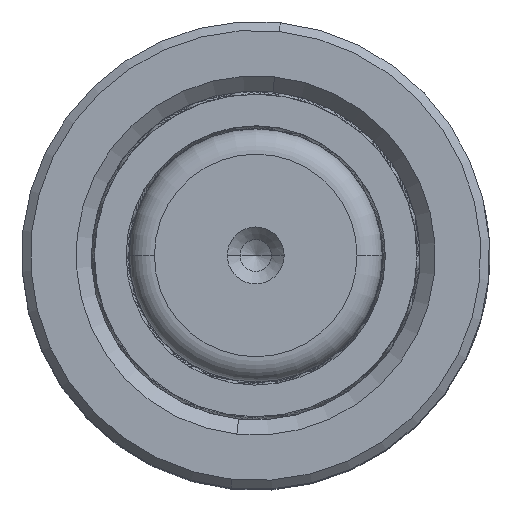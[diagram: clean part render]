
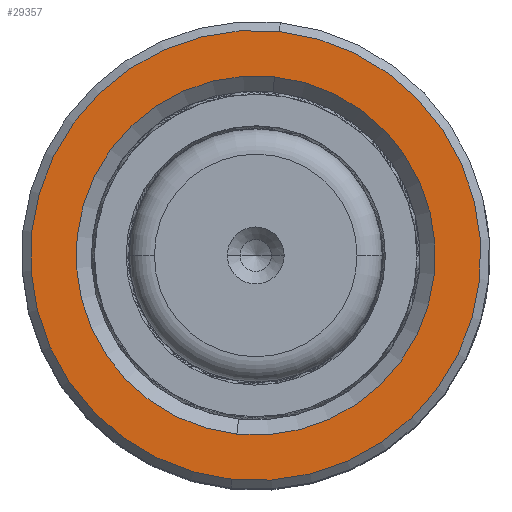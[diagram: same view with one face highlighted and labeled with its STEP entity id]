
A CAD part, top view. The second image highlights one B-rep face of the part: STEP entity #29357.
In plain terms, the highlighted planar face has unit normal (0, 0, 1).
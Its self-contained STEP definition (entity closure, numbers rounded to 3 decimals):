
#1080 = CARTESIAN_POINT ( 'NONE',  ( -17.8, 0., 50. ) ) ;
#1490 = CARTESIAN_POINT ( 'NONE',  ( 17.8, 0., 50. ) ) ;
#2082 = VERTEX_POINT ( 'NONE', #1490 ) ;
#2417 = EDGE_CURVE ( 'NONE', #2082, #20663, #14531, .T. ) ;
#2842 = AXIS2_PLACEMENT_3D ( 'NONE', #17504, #11682, #16993 ) ;
#3011 = EDGE_CURVE ( 'NONE', #20663, #2082, #23620, .T. ) ;
#4296 = FACE_BOUND ( 'NONE', #31980, .T. ) ;
#6096 = FACE_OUTER_BOUND ( 'NONE', #22409, .T. ) ;
#8660 = PLANE ( 'NONE',  #34455 ) ;
#8875 = ORIENTED_EDGE ( 'NONE', *, *, #10960, .T. ) ;
#9829 = DIRECTION ( 'NONE',  ( 1., 0., 0. ) ) ;
#9949 = DIRECTION ( 'NONE',  ( 0., 0., 1. ) ) ;
#10960 = EDGE_CURVE ( 'NONE', #20484, #29722, #13473, .T. ) ;
#11682 = DIRECTION ( 'NONE',  ( 0., 0., -1. ) ) ;
#12752 = CARTESIAN_POINT ( 'NONE',  ( 0., 0., 50. ) ) ;
#13473 = CIRCLE ( 'NONE', #21637, 14.2 ) ;
#14283 = DIRECTION ( 'NONE',  ( 0., 0., 1. ) ) ;
#14531 = CIRCLE ( 'NONE', #27883, 17.8 ) ;
#14559 = ORIENTED_EDGE ( 'NONE', *, *, #2417, .T. ) ;
#15885 = DIRECTION ( 'NONE',  ( 1., 0., 0. ) ) ;
#16806 = DIRECTION ( 'NONE',  ( 0., 0., 1. ) ) ;
#16993 = DIRECTION ( 'NONE',  ( 1., 0., 0. ) ) ;
#17504 = CARTESIAN_POINT ( 'NONE',  ( 0., 0., 50. ) ) ;
#17546 = CARTESIAN_POINT ( 'NONE',  ( 14.2, 0., 50. ) ) ;
#20484 = VERTEX_POINT ( 'NONE', #17546 ) ;
#20663 = VERTEX_POINT ( 'NONE', #1080 ) ;
#21637 = AXIS2_PLACEMENT_3D ( 'NONE', #36566, #33634, #15885 ) ;
#22409 = EDGE_LOOP ( 'NONE', ( #25013, #14559 ) ) ;
#23620 = CIRCLE ( 'NONE', #35147, 17.8 ) ;
#25013 = ORIENTED_EDGE ( 'NONE', *, *, #3011, .T. ) ;
#25345 = ORIENTED_EDGE ( 'NONE', *, *, #27172, .T. ) ;
#26139 = CIRCLE ( 'NONE', #2842, 14.2 ) ;
#27172 = EDGE_CURVE ( 'NONE', #29722, #20484, #26139, .T. ) ;
#27883 = AXIS2_PLACEMENT_3D ( 'NONE', #12752, #9949, #9829 ) ;
#28888 = CARTESIAN_POINT ( 'NONE',  ( 0., 0., 50. ) ) ;
#28982 = DIRECTION ( 'NONE',  ( 1., 0., 0. ) ) ;
#29357 = ADVANCED_FACE ( 'NONE', ( #6096, #4296 ), #8660, .T. ) ;
#29722 = VERTEX_POINT ( 'NONE', #36562 ) ;
#31558 = DIRECTION ( 'NONE',  ( 1., 0., 0. ) ) ;
#31980 = EDGE_LOOP ( 'NONE', ( #8875, #25345 ) ) ;
#33634 = DIRECTION ( 'NONE',  ( 0., 0., -1. ) ) ;
#34294 = CARTESIAN_POINT ( 'NONE',  ( 0., 0., 50. ) ) ;
#34455 = AXIS2_PLACEMENT_3D ( 'NONE', #34294, #14283, #28982 ) ;
#35147 = AXIS2_PLACEMENT_3D ( 'NONE', #28888, #16806, #31558 ) ;
#36562 = CARTESIAN_POINT ( 'NONE',  ( -14.2, 0., 50. ) ) ;
#36566 = CARTESIAN_POINT ( 'NONE',  ( 0., 0., 50. ) ) ;
